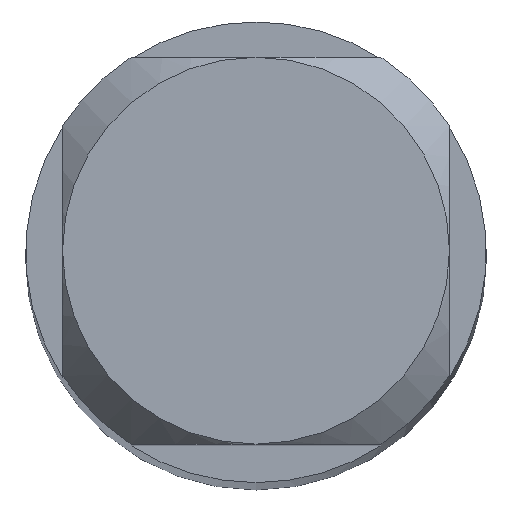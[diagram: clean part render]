
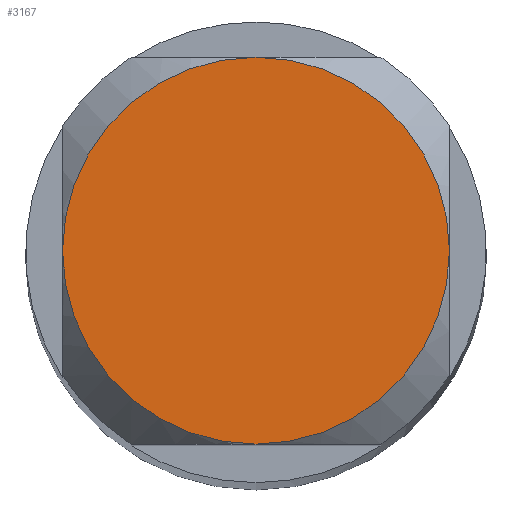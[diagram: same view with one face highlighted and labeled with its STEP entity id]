
A CAD part, top view. The second image highlights one B-rep face of the part: STEP entity #3167.
In plain terms, the highlighted planar face has unit normal (0, 0, 1).
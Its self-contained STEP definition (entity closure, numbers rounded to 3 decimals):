
#2335=EDGE_CURVE('',#5035,#2467,#6918,.T.);
#2467=VERTEX_POINT('',#7062);
#2695=VERTEX_POINT('',#7314);
#3161=EDGE_CURVE('',#2467,#2695,#7820,.T.);
#3167=ADVANCED_FACE('',(#7826),#7827,.T.);
#3901=EDGE_CURVE('',#4523,#5035,#8630,.T.);
#4041=EDGE_CURVE('',#2695,#4523,#8789,.T.);
#4523=VERTEX_POINT('',#9316);
#5035=VERTEX_POINT('',#9866);
#6918=CIRCLE('',#11921,1.05);
#7062=CARTESIAN_POINT('',(1.05,0.0,0.0));
#7314=CARTESIAN_POINT('',(0.0,-1.05,0.0));
#7820=CIRCLE('',#13598,1.05);
#7826=FACE_OUTER_BOUND('',#13612,.T.);
#7827=PLANE('',#13613);
#8630=CIRCLE('',#14984,1.05);
#8789=CIRCLE('',#15226,1.05);
#9316=CARTESIAN_POINT('',(-1.05,0.0,0.0));
#9866=CARTESIAN_POINT('',(0.0,1.05,0.0));
#11921=AXIS2_PLACEMENT_3D('',#20859,#20860,#20861);
#13598=AXIS2_PLACEMENT_3D('',#21838,#21839,#21840);
#13612=EDGE_LOOP('',(#21842,#21843,#21844,#21845));
#13613=AXIS2_PLACEMENT_3D('',#21846,#21847,#21848);
#14984=AXIS2_PLACEMENT_3D('',#22722,#22723,#22724);
#15226=AXIS2_PLACEMENT_3D('',#23139,#23140,#23141);
#20859=CARTESIAN_POINT('',(0.0,0.0,0.0));
#20860=DIRECTION('',(0.0,0.0,-1.0));
#20861=DIRECTION('',(0.0,1.0,0.0));
#21838=CARTESIAN_POINT('',(0.0,0.0,0.0));
#21839=DIRECTION('',(0.0,0.0,-1.0));
#21840=DIRECTION('',(0.0,1.0,0.0));
#21842=ORIENTED_EDGE('',*,*,#2335,.F.);
#21843=ORIENTED_EDGE('',*,*,#3901,.F.);
#21844=ORIENTED_EDGE('',*,*,#4041,.F.);
#21845=ORIENTED_EDGE('',*,*,#3161,.F.);
#21846=CARTESIAN_POINT('',(0.0,0.525,0.0));
#21847=DIRECTION('',(-0.0,0.0,1.0));
#21848=DIRECTION('',(0.0,-1.0,0.0));
#22722=CARTESIAN_POINT('',(0.0,0.0,0.0));
#22723=DIRECTION('',(0.0,0.0,-1.0));
#22724=DIRECTION('',(0.0,1.0,0.0));
#23139=CARTESIAN_POINT('',(0.0,0.0,0.0));
#23140=DIRECTION('',(0.0,0.0,-1.0));
#23141=DIRECTION('',(0.0,1.0,0.0));
